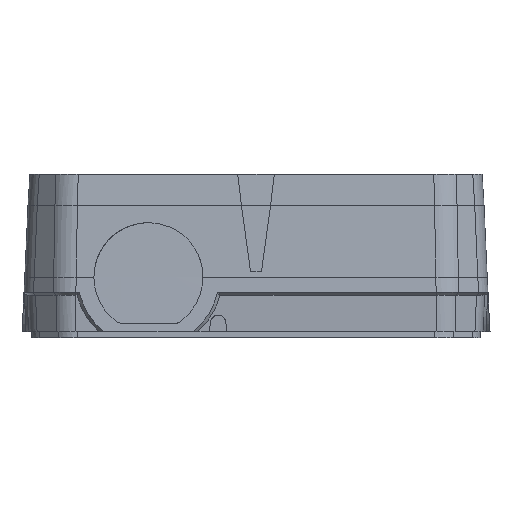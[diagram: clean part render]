
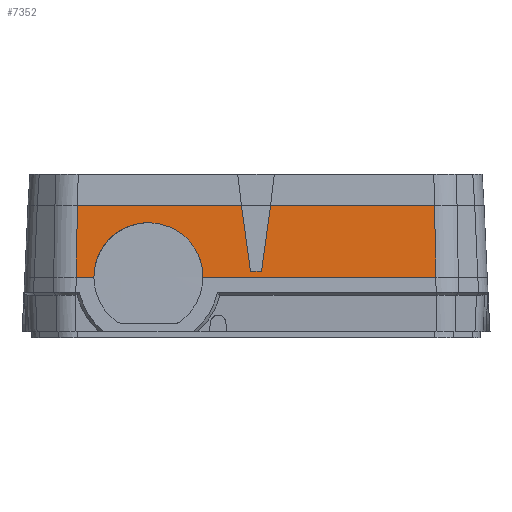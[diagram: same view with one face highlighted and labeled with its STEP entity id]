
A CAD part, front view. The second image highlights one B-rep face of the part: STEP entity #7352.
In plain terms, the highlighted planar face has unit normal (0, 0.999, -0.044).
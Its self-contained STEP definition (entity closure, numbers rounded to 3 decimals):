
#7238=AXIS2_PLACEMENT_3D('Plane Axis2P3D',#7235,#7236,#7237) ;
#7235=CARTESIAN_POINT('Axis2P3D Location',(0.,-41.,15.)) ;
#7241=CARTESIAN_POINT('Control Point',(37.203,-40.694,22.006)) ;
#7242=CARTESIAN_POINT('Control Point',(37.252,-40.694,22.006)) ;
#7243=CARTESIAN_POINT('Control Point',(37.288,-40.694,22.019)) ;
#7244=CARTESIAN_POINT('Control Point',(37.316,-40.693,22.029)) ;
#7245=CARTESIAN_POINT('Control Point',(37.345,-40.692,22.058)) ;
#7246=CARTESIAN_POINT('Vertex',(37.203,-40.694,22.006)) ;
#7248=CARTESIAN_POINT('Vertex',(37.345,-40.692,22.058)) ;
#7252=CARTESIAN_POINT('Control Point',(40.304,-39.747,43.7)) ;
#7253=CARTESIAN_POINT('Control Point',(37.345,-40.692,22.058)) ;
#7254=CARTESIAN_POINT('Vertex',(40.304,-39.747,43.7)) ;
#7257=CARTESIAN_POINT('Line Origine',(35.5,-39.747,43.7)) ;
#7261=CARTESIAN_POINT('Vertex',(94.432,-39.747,43.7)) ;
#7265=CARTESIAN_POINT('Control Point',(94.861,-40.782,20.)) ;
#7266=CARTESIAN_POINT('Control Point',(94.432,-39.747,43.7)) ;
#7267=CARTESIAN_POINT('Vertex',(94.861,-40.782,20.)) ;
#7270=CARTESIAN_POINT('Line Origine',(35.5,-40.782,20.)) ;
#7274=CARTESIAN_POINT('Vertex',(18.,-40.782,20.)) ;
#7278=CARTESIAN_POINT('Control Point',(0.,-39.996,38.)) ;
#7279=CARTESIAN_POINT('Control Point',(5.658,-39.996,38.)) ;
#7280=CARTESIAN_POINT('Control Point',(11.321,-40.093,35.783)) ;
#7281=CARTESIAN_POINT('Control Point',(15.788,-40.288,31.309)) ;
#7282=CARTESIAN_POINT('Control Point',(18.,-40.535,25.652)) ;
#7283=CARTESIAN_POINT('Control Point',(18.,-40.782,20.)) ;
#7284=CARTESIAN_POINT('Vertex',(0.,-39.996,38.)) ;
#7288=CARTESIAN_POINT('Control Point',(0.,-39.996,38.)) ;
#7289=CARTESIAN_POINT('Control Point',(-5.658,-39.996,38.)) ;
#7290=CARTESIAN_POINT('Control Point',(-11.321,-40.093,35.783)) ;
#7291=CARTESIAN_POINT('Control Point',(-15.788,-40.288,31.309)) ;
#7292=CARTESIAN_POINT('Control Point',(-18.,-40.535,25.652)) ;
#7293=CARTESIAN_POINT('Control Point',(-18.,-40.782,20.)) ;
#7294=CARTESIAN_POINT('Vertex',(-18.,-40.782,20.)) ;
#7297=CARTESIAN_POINT('Line Origine',(35.5,-40.782,20.)) ;
#7301=CARTESIAN_POINT('Vertex',(-23.861,-40.782,20.)) ;
#7305=CARTESIAN_POINT('Control Point',(-23.861,-40.782,20.)) ;
#7306=CARTESIAN_POINT('Control Point',(-23.432,-39.747,43.7)) ;
#7307=CARTESIAN_POINT('Vertex',(-23.432,-39.747,43.7)) ;
#7310=CARTESIAN_POINT('Line Origine',(35.5,-39.747,43.7)) ;
#7314=CARTESIAN_POINT('Vertex',(30.696,-39.747,43.7)) ;
#7318=CARTESIAN_POINT('Control Point',(30.696,-39.747,43.7)) ;
#7319=CARTESIAN_POINT('Control Point',(33.655,-40.692,22.058)) ;
#7320=CARTESIAN_POINT('Vertex',(33.655,-40.692,22.058)) ;
#7324=CARTESIAN_POINT('Control Point',(33.797,-40.694,22.006)) ;
#7325=CARTESIAN_POINT('Control Point',(33.748,-40.694,22.006)) ;
#7326=CARTESIAN_POINT('Control Point',(33.712,-40.694,22.019)) ;
#7327=CARTESIAN_POINT('Control Point',(33.684,-40.693,22.029)) ;
#7328=CARTESIAN_POINT('Control Point',(33.655,-40.692,22.058)) ;
#7329=CARTESIAN_POINT('Vertex',(33.797,-40.694,22.006)) ;
#7332=CARTESIAN_POINT('Line Origine',(35.5,-40.694,22.006)) ;
#7236=DIRECTION('Axis2P3D Direction',(0.,0.999,-0.044)) ;
#7237=DIRECTION('Axis2P3D XDirection',(1.,0.,0.)) ;
#7258=DIRECTION('Vector Direction',(1.,0.,0.)) ;
#7271=DIRECTION('Vector Direction',(1.,0.,0.)) ;
#7298=DIRECTION('Vector Direction',(1.,0.,0.)) ;
#7311=DIRECTION('Vector Direction',(1.,0.,0.)) ;
#7333=DIRECTION('Vector Direction',(1.,0.,0.)) ;
#7259=VECTOR('Line Direction',#7258,1.) ;
#7272=VECTOR('Line Direction',#7271,1.) ;
#7299=VECTOR('Line Direction',#7298,1.) ;
#7312=VECTOR('Line Direction',#7311,1.) ;
#7334=VECTOR('Line Direction',#7333,1.) ;
#7338=ORIENTED_EDGE('',*,*,#7250,.T.) ;
#7339=ORIENTED_EDGE('',*,*,#7256,.F.) ;
#7340=ORIENTED_EDGE('',*,*,#7263,.T.) ;
#7341=ORIENTED_EDGE('',*,*,#7269,.F.) ;
#7342=ORIENTED_EDGE('',*,*,#7276,.F.) ;
#7343=ORIENTED_EDGE('',*,*,#7286,.F.) ;
#7344=ORIENTED_EDGE('',*,*,#7296,.T.) ;
#7345=ORIENTED_EDGE('',*,*,#7303,.F.) ;
#7346=ORIENTED_EDGE('',*,*,#7309,.T.) ;
#7347=ORIENTED_EDGE('',*,*,#7316,.T.) ;
#7348=ORIENTED_EDGE('',*,*,#7322,.T.) ;
#7349=ORIENTED_EDGE('',*,*,#7331,.F.) ;
#7350=ORIENTED_EDGE('',*,*,#7336,.T.) ;
#7352=ADVANCED_FACE('Surface.244',(#7351),#7239,.T.) ;
#7240=B_SPLINE_CURVE_WITH_KNOTS('',4,(#7241,#7242,#7243,#7244,#7245),.UNSPECIFIED.,.F.,.U.,(5,5),(0.,2.05),.UNSPECIFIED.) ;
#7251=B_SPLINE_CURVE_WITH_KNOTS('',1,(#7252,#7253),.UNSPECIFIED.,.F.,.U.,(2,2),(-11.971,9.892),.UNSPECIFIED.) ;
#7264=B_SPLINE_CURVE_WITH_KNOTS('',1,(#7265,#7266),.UNSPECIFIED.,.F.,.U.,(2,2),(-13.865,9.861),.UNSPECIFIED.) ;
#7277=B_SPLINE_CURVE_WITH_KNOTS('',5,(#7278,#7279,#7280,#7281,#7282,#7283),.UNSPECIFIED.,.F.,.U.,(6,6),(0.,40.005),.UNSPECIFIED.) ;
#7287=B_SPLINE_CURVE_WITH_KNOTS('',5,(#7288,#7289,#7290,#7291,#7292,#7293),.UNSPECIFIED.,.F.,.U.,(6,6),(0.,40.005),.UNSPECIFIED.) ;
#7304=B_SPLINE_CURVE_WITH_KNOTS('',1,(#7305,#7306),.UNSPECIFIED.,.F.,.U.,(2,2),(-13.865,9.861),.UNSPECIFIED.) ;
#7317=B_SPLINE_CURVE_WITH_KNOTS('',1,(#7318,#7319),.UNSPECIFIED.,.F.,.U.,(2,2),(-11.971,9.892),.UNSPECIFIED.) ;
#7323=B_SPLINE_CURVE_WITH_KNOTS('',4,(#7324,#7325,#7326,#7327,#7328),.UNSPECIFIED.,.F.,.U.,(5,5),(0.,2.05),.UNSPECIFIED.) ;
#7250=EDGE_CURVE('',#7247,#7249,#7240,.T.) ;
#7256=EDGE_CURVE('',#7255,#7249,#7251,.T.) ;
#7263=EDGE_CURVE('',#7255,#7262,#7260,.T.) ;
#7269=EDGE_CURVE('',#7268,#7262,#7264,.T.) ;
#7276=EDGE_CURVE('',#7275,#7268,#7273,.T.) ;
#7286=EDGE_CURVE('',#7285,#7275,#7277,.T.) ;
#7296=EDGE_CURVE('',#7285,#7295,#7287,.T.) ;
#7303=EDGE_CURVE('',#7302,#7295,#7300,.T.) ;
#7309=EDGE_CURVE('',#7302,#7308,#7304,.T.) ;
#7316=EDGE_CURVE('',#7308,#7315,#7313,.T.) ;
#7322=EDGE_CURVE('',#7315,#7321,#7317,.T.) ;
#7331=EDGE_CURVE('',#7330,#7321,#7323,.T.) ;
#7336=EDGE_CURVE('',#7330,#7247,#7335,.T.) ;
#7337=EDGE_LOOP('',(#7338,#7339,#7340,#7341,#7342,#7343,#7344,#7345,#7346,#7347,#7348,#7349,#7350)) ;
#7351=FACE_OUTER_BOUND('',#7337,.T.) ;
#7260=LINE('Line',#7257,#7259) ;
#7273=LINE('Line',#7270,#7272) ;
#7300=LINE('Line',#7297,#7299) ;
#7313=LINE('Line',#7310,#7312) ;
#7335=LINE('Line',#7332,#7334) ;
#7239=PLANE('',#7238) ;
#7247=VERTEX_POINT('',#7246) ;
#7249=VERTEX_POINT('',#7248) ;
#7255=VERTEX_POINT('',#7254) ;
#7262=VERTEX_POINT('',#7261) ;
#7268=VERTEX_POINT('',#7267) ;
#7275=VERTEX_POINT('',#7274) ;
#7285=VERTEX_POINT('',#7284) ;
#7295=VERTEX_POINT('',#7294) ;
#7302=VERTEX_POINT('',#7301) ;
#7308=VERTEX_POINT('',#7307) ;
#7315=VERTEX_POINT('',#7314) ;
#7321=VERTEX_POINT('',#7320) ;
#7330=VERTEX_POINT('',#7329) ;
